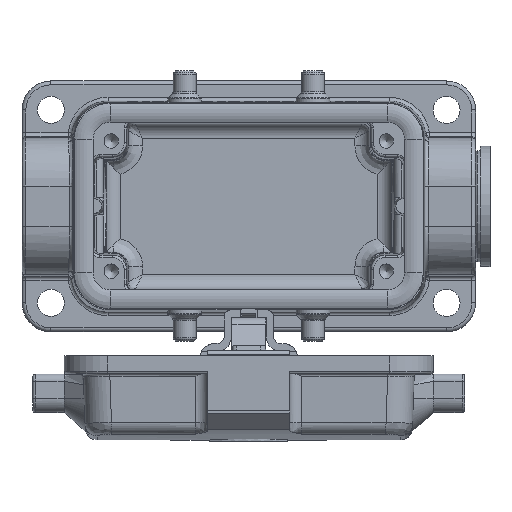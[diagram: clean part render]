
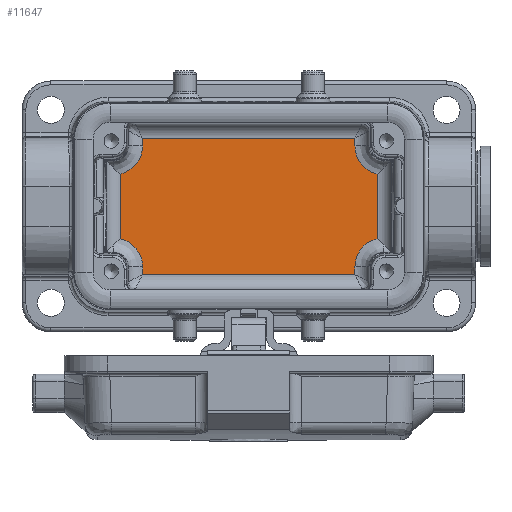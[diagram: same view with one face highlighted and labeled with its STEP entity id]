
A CAD part, top view. The second image highlights one B-rep face of the part: STEP entity #11647.
In plain terms, the highlighted planar face has unit normal (0, 0, 1).
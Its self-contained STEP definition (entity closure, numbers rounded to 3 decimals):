
#5573=CARTESIAN_POINT('',(26.586,6.704,-38.25));
#5574=VERTEX_POINT('',#5573);
#5586=CARTESIAN_POINT('',(26.586,-6.704,-38.25));
#5587=VERTEX_POINT('',#5586);
#5588=CARTESIAN_POINT('',(26.586,-6.704,-38.25));
#5589=DIRECTION('',(0.0,1.0,0.0));
#5590=VECTOR('',#5589,13.409);
#5591=LINE('',#5588,#5590);
#5592=EDGE_CURVE('',#5587,#5574,#5591,.T.);
#6470=CARTESIAN_POINT('',(-26.586,-6.704,-38.25));
#6471=VERTEX_POINT('',#6470);
#6483=CARTESIAN_POINT('',(-26.586,6.704,-38.25));
#6484=VERTEX_POINT('',#6483);
#6485=CARTESIAN_POINT('',(-26.586,6.704,-38.25));
#6486=DIRECTION('',(0.0,-1.0,0.0));
#6487=VECTOR('',#6486,13.409);
#6488=LINE('',#6485,#6487);
#6489=EDGE_CURVE('',#6484,#6471,#6488,.T.);
#11093=CARTESIAN_POINT('',(-22.005,12.533,-38.25));
#11094=VERTEX_POINT('',#11093);
#11095=CARTESIAN_POINT('',(-28.006,12.535,-38.25));
#11096=DIRECTION('',(0.0,0.0,-1.0));
#11097=DIRECTION('',(-0.707,0.707,0.0));
#11098=AXIS2_PLACEMENT_3D('',#11095,#11096,#11097);
#11099=ELLIPSE('',#11098,6.002,6.0);
#11100=EDGE_CURVE('',#11094,#6484,#11099,.T.);
#11158=CARTESIAN_POINT('',(22.005,12.533,-38.25));
#11159=VERTEX_POINT('',#11158);
#11167=CARTESIAN_POINT('',(28.006,12.535,-38.25));
#11168=DIRECTION('',(0.0,0.0,-1.0));
#11169=DIRECTION('',(0.707,0.707,0.0));
#11170=AXIS2_PLACEMENT_3D('',#11167,#11168,#11169);
#11171=ELLIPSE('',#11170,6.002,6.0);
#11172=EDGE_CURVE('',#5574,#11159,#11171,.T.);
#11216=CARTESIAN_POINT('',(22.005,-12.533,-38.25));
#11217=VERTEX_POINT('',#11216);
#11234=CARTESIAN_POINT('',(28.006,-12.535,-38.25));
#11235=DIRECTION('',(0.0,0.0,-1.0));
#11236=DIRECTION('',(-0.707,0.707,0.0));
#11237=AXIS2_PLACEMENT_3D('',#11234,#11235,#11236);
#11238=ELLIPSE('',#11237,6.002,6.0);
#11239=EDGE_CURVE('',#11217,#5587,#11238,.T.);
#11290=CARTESIAN_POINT('',(-22.005,-12.533,-38.25));
#11291=VERTEX_POINT('',#11290);
#11299=CARTESIAN_POINT('',(-28.006,-12.535,-38.25));
#11300=DIRECTION('',(0.0,0.0,-1.0));
#11301=DIRECTION('',(0.707,0.707,0.0));
#11302=AXIS2_PLACEMENT_3D('',#11299,#11300,#11301);
#11303=ELLIPSE('',#11302,6.002,6.0);
#11304=EDGE_CURVE('',#6471,#11291,#11303,.T.);
#11407=CARTESIAN_POINT('',(22.005,14.132,-38.25));
#11408=VERTEX_POINT('',#11407);
#11475=CARTESIAN_POINT('',(-22.005,14.132,-38.25));
#11476=VERTEX_POINT('',#11475);
#11515=CARTESIAN_POINT('',(-22.005,14.132,-38.25));
#11516=DIRECTION('',(0.0,-1.0,0.0));
#11517=VECTOR('',#11516,1.599);
#11518=LINE('',#11515,#11517);
#11519=EDGE_CURVE('',#11476,#11094,#11518,.T.);
#11531=CARTESIAN_POINT('',(22.005,12.533,-38.25));
#11532=DIRECTION('',(0.0,1.0,0.0));
#11533=VECTOR('',#11532,1.599);
#11534=LINE('',#11531,#11533);
#11535=EDGE_CURVE('',#11159,#11408,#11534,.T.);
#11604=CARTESIAN_POINT('',(24.953,-17.75,-38.25));
#11605=DIRECTION('',(0.0,0.0,-1.0));
#11606=DIRECTION('',(-1.0,0.0,0.0));
#11607=AXIS2_PLACEMENT_3D('',#11604,#11605,#11606);
#11608=PLANE('',#11607);
#11609=ORIENTED_EDGE('',*,*,#11304,.T.);
#11610=CARTESIAN_POINT('',(-22.005,-14.132,-38.25));
#11611=VERTEX_POINT('',#11610);
#11612=CARTESIAN_POINT('',(-22.005,-12.533,-38.25));
#11613=DIRECTION('',(0.0,-1.0,0.0));
#11614=VECTOR('',#11613,1.599);
#11615=LINE('',#11612,#11614);
#11616=EDGE_CURVE('',#11291,#11611,#11615,.T.);
#11617=ORIENTED_EDGE('',*,*,#11616,.T.);
#11618=CARTESIAN_POINT('',(22.005,-14.132,-38.25));
#11619=VERTEX_POINT('',#11618);
#11620=CARTESIAN_POINT('',(-22.005,-14.132,-38.25));
#11621=DIRECTION('',(1.0,0.0,0.0));
#11622=VECTOR('',#11621,44.01);
#11623=LINE('',#11620,#11622);
#11624=EDGE_CURVE('',#11611,#11619,#11623,.T.);
#11625=ORIENTED_EDGE('',*,*,#11624,.T.);
#11626=CARTESIAN_POINT('',(22.005,-14.132,-38.25));
#11627=DIRECTION('',(0.0,1.0,0.0));
#11628=VECTOR('',#11627,1.599);
#11629=LINE('',#11626,#11628);
#11630=EDGE_CURVE('',#11619,#11217,#11629,.T.);
#11631=ORIENTED_EDGE('',*,*,#11630,.T.);
#11632=ORIENTED_EDGE('',*,*,#11239,.T.);
#11633=ORIENTED_EDGE('',*,*,#5592,.T.);
#11634=ORIENTED_EDGE('',*,*,#11172,.T.);
#11635=ORIENTED_EDGE('',*,*,#11535,.T.);
#11636=CARTESIAN_POINT('',(22.005,14.132,-38.25));
#11637=DIRECTION('',(-1.0,0.0,0.0));
#11638=VECTOR('',#11637,44.01);
#11639=LINE('',#11636,#11638);
#11640=EDGE_CURVE('',#11408,#11476,#11639,.T.);
#11641=ORIENTED_EDGE('',*,*,#11640,.T.);
#11642=ORIENTED_EDGE('',*,*,#11519,.T.);
#11643=ORIENTED_EDGE('',*,*,#11100,.T.);
#11644=ORIENTED_EDGE('',*,*,#6489,.T.);
#11645=EDGE_LOOP('',(#11609,#11617,#11625,#11631,#11632,#11633,#11634,#11635,#11641,#11642,#11643,#11644));
#11646=FACE_OUTER_BOUND('',#11645,.T.);
#11647=ADVANCED_FACE('',(#11646),#11608,.F.);
